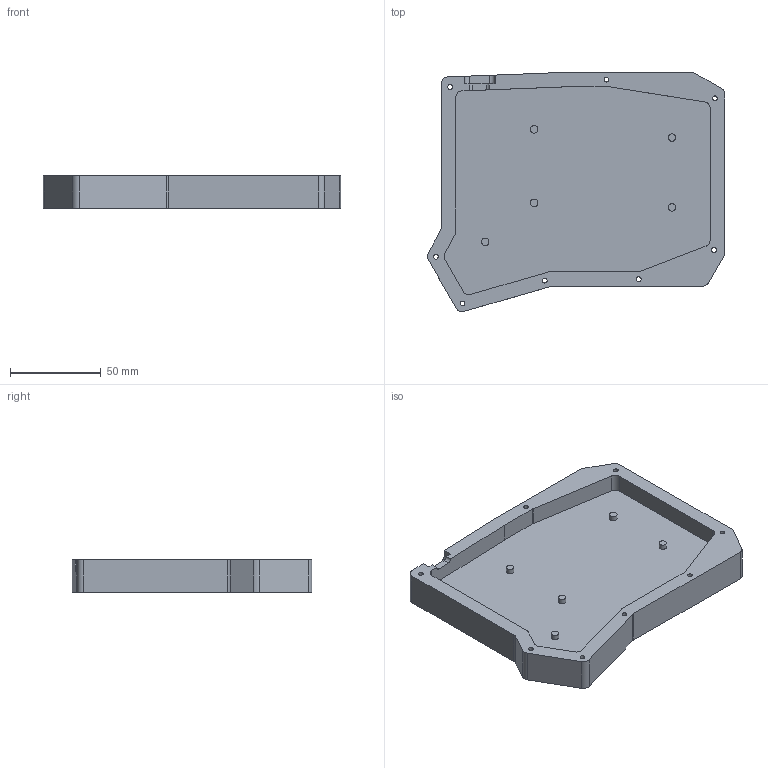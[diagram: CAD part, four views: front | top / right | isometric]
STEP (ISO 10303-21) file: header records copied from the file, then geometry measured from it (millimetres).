
FILE_DESCRIPTION(('FreeCAD Model'),'2;1');
FILE_NAME('Open CASCADE Shape Model','2021-09-17T09:33:35',(''),(''), 'Open CASCADE STEP processor 7.5','FreeCAD','Unknown');
FILE_SCHEMA(('AUTOMOTIVE_DESIGN { 1 0 10303 214 1 1 1 1 }'));
Length unit declared in the file: millimetre
Products named in the file (2): Body; Open CASCADE STEP translator 7.5 2.1
Assembly tree (1 placements, depth 2):
  Body
    Open CASCADE STEP translator 7.5 2.1
Bounding box: 163.85 x 132.07 x 18 mm (x, y, z)
Volume: 193110.1 mm3; surface area: 53803.6 mm2
Topology: 1 solids, 1 shells, 84 faces, 207 edges, 138 vertices
Faces by surface type: cylinder 43, plane 41
Full cylindrical faces by diameter (mm): 2.6 x8, 4.1 x5, 6.1 x8
Entity records: 5365 total; most frequent: CARTESIAN_POINT 1025, DIRECTION 850, LINE 445, VECTOR 445, ORIENTED_EDGE 414, PCURVE 414, DEFINITIONAL_REPRESENTATION 414, EDGE_CURVE 207
